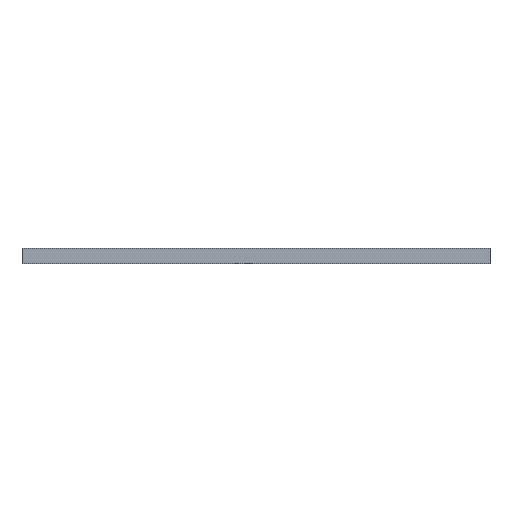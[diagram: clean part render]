
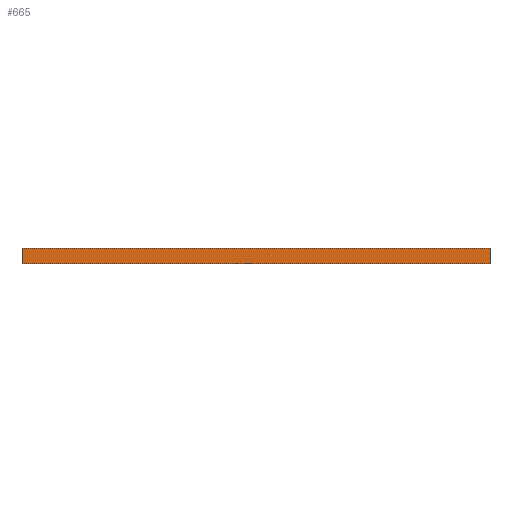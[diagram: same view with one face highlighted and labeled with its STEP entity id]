
A CAD part, left-side view. The second image highlights one B-rep face of the part: STEP entity #665.
In plain terms, the highlighted planar face has unit normal (-1, 0, 0).
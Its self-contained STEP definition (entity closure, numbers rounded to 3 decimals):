
#665=ADVANCED_FACE('',(#1685),#1175,.F.);
#1175=PLANE('',#11590);
#1685=FACE_OUTER_BOUND('',#2193,.T.);
#2193=EDGE_LOOP('',(#4090,#4091,#4092,#4093));
#4090=ORIENTED_EDGE('',*,*,#7900,.T.);
#4091=ORIENTED_EDGE('',*,*,#7901,.F.);
#4092=ORIENTED_EDGE('',*,*,#7902,.F.);
#4093=ORIENTED_EDGE('',*,*,#7903,.T.);
#6630=VERTEX_POINT('',#16918);
#6631=VERTEX_POINT('',#16919);
#6632=VERTEX_POINT('',#16921);
#6633=VERTEX_POINT('',#16923);
#7900=EDGE_CURVE('',#6630,#6631,#9424,.T.);
#7901=EDGE_CURVE('',#6632,#6631,#9425,.T.);
#7902=EDGE_CURVE('',#6633,#6632,#9426,.T.);
#7903=EDGE_CURVE('',#6633,#6630,#9427,.T.);
#9424=LINE('',#16917,#10948);
#9425=LINE('',#16920,#10949);
#9426=LINE('',#16922,#10950);
#9427=LINE('',#16924,#10951);
#10948=VECTOR('',#13743,1.);
#10949=VECTOR('',#13744,1.);
#10950=VECTOR('',#13745,1.);
#10951=VECTOR('',#13746,1.);
#11590=AXIS2_PLACEMENT_3D('',#16925,#13747,#13748);
#13743=DIRECTION('',(0.,-1.,0.));
#13744=DIRECTION('',(0.,0.,-1.));
#13745=DIRECTION('',(0.,-1.,0.));
#13746=DIRECTION('',(0.,0.,-1.));
#13747=DIRECTION('',(1.,0.,0.));
#13748=DIRECTION('',(0.,0.,-1.));
#16917=CARTESIAN_POINT('',(0.,279.,0.));
#16918=CARTESIAN_POINT('',(0.,279.,0.));
#16919=CARTESIAN_POINT('',(0.,0.,0.));
#16920=CARTESIAN_POINT('',(0.,0.,9.));
#16921=CARTESIAN_POINT('',(0.,0.,9.));
#16922=CARTESIAN_POINT('',(0.,279.,9.));
#16923=CARTESIAN_POINT('',(0.,279.,9.));
#16924=CARTESIAN_POINT('',(0.,279.,9.));
#16925=CARTESIAN_POINT('',(0.,279.,9.));
